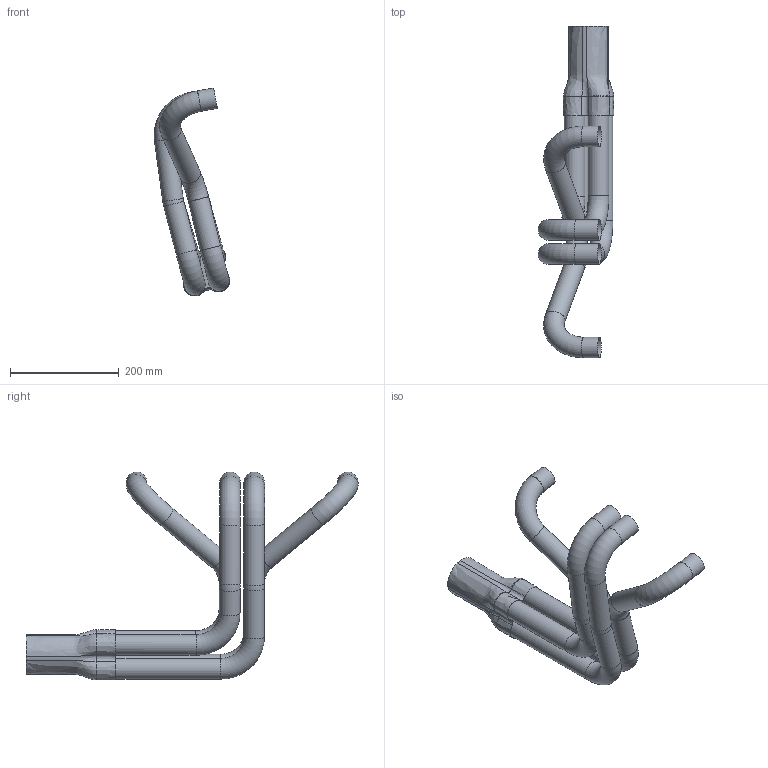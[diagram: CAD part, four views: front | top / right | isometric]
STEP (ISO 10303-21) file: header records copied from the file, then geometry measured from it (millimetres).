
FILE_DESCRIPTION(/* description */ (''),/* implementation_level */ '2;1');
FILE_NAME(/* name */ 'd044cf0d-5a5d-416d-89bd-02db51189851.stp',/* time_stamp */ '2022-08-11T03:53:11Z',/* author */ (''),/* organization */ (''),/* preprocessor_version */ 'ST-DEVELOPER v19',/* originating_system */ 'Autodesk Translation Framework v11.7.0.108',/* authorisation */ '');
FILE_SCHEMA (('AUTOMOTIVE_DESIGN { 1 0 10303 214 3 1 1 }'));
Length unit declared in the file: metre
Products named in the file (37): InternalWall; Open CASCADE STEP translator 7.5 1.1; Open CASCADE STEP translator 7.5 1.2; Open CASCADE STEP translator 7.5 1.3; Open CASCADE STEP translator 7.5 1.4; Open CASCADE STEP translator 7.5 1.5; Open CASCADE STEP translator 7.5 1.6; Open CASCADE STEP translator 7.5 1.7; Open CASCADE STEP translator 7.5 1.8; Open CASCADE STEP translator 7.5 1.9; Open CASCADE STEP translator 7.5 1.10; Open CASCADE STEP translator 7.5 1.11; Open CASCADE STEP translator 7.5 1.12; Open CASCADE STEP translator 7.5 1.13; Open CASCADE STEP translator 7.5 1.14; Open CASCADE STEP translator 7.5 1.15; Open CASCADE STEP translator 7.5 1.16; Open CASCADE STEP translator 7.5 1.17; Open CASCADE STEP translator 7.5 1.18; Open CASCADE STEP translator 7.5 1.19; Open CASCADE STEP translator 7.5 1.20; Open CASCADE STEP translator 7.5 1.21; Open CASCADE STEP translator 7.5 1.22; Open CASCADE STEP translator 7.5 1.23; Open CASCADE STEP translator 7.5 1.24; Open CASCADE STEP translator 7.5 1.25; Open CASCADE STEP translator 7.5 1.26; Open CASCADE STEP translator 7.5 1.27; Open CASCADE STEP translator 7.5 1.28; Open CASCADE STEP translator 7.5 1.29; Open CASCADE STEP translator 7.5 1.30; Open CASCADE STEP translator 7.5 1.31; Open CASCADE STEP translator 7.5 1.32; Open CASCADE STEP translator 7.5 1.33; Open CASCADE STEP translator 7.5 1.34; Open CASCADE STEP translator 7.5 1.35; Open CASCADE STEP translator 7.5 1.36
Assembly tree (36 placements, depth 2):
  InternalWall
    Open CASCADE STEP translator 7.5 1.1
    Open CASCADE STEP translator 7.5 1.2
    Open CASCADE STEP translator 7.5 1.3
    Open CASCADE STEP translator 7.5 1.4
    Open CASCADE STEP translator 7.5 1.5
    Open CASCADE STEP translator 7.5 1.6
    Open CASCADE STEP translator 7.5 1.7
    Open CASCADE STEP translator 7.5 1.8
    Open CASCADE STEP translator 7.5 1.9
    Open CASCADE STEP translator 7.5 1.10
    Open CASCADE STEP translator 7.5 1.11
    Open CASCADE STEP translator 7.5 1.12
    Open CASCADE STEP translator 7.5 1.13
    Open CASCADE STEP translator 7.5 1.14
    Open CASCADE STEP translator 7.5 1.15
    Open CASCADE STEP translator 7.5 1.16
    Open CASCADE STEP translator 7.5 1.17
    Open CASCADE STEP translator 7.5 1.18
    Open CASCADE STEP translator 7.5 1.19
    Open CASCADE STEP translator 7.5 1.20
    Open CASCADE STEP translator 7.5 1.21
    Open CASCADE STEP translator 7.5 1.22
    Open CASCADE STEP translator 7.5 1.23
    Open CASCADE STEP translator 7.5 1.24
    Open CASCADE STEP translator 7.5 1.25
    Open CASCADE STEP translator 7.5 1.26
    Open CASCADE STEP translator 7.5 1.27
    Open CASCADE STEP translator 7.5 1.28
    Open CASCADE STEP translator 7.5 1.29
    Open CASCADE STEP translator 7.5 1.30
    Open CASCADE STEP translator 7.5 1.31
    Open CASCADE STEP translator 7.5 1.32
    Open CASCADE STEP translator 7.5 1.33
    Open CASCADE STEP translator 7.5 1.34
    Open CASCADE STEP translator 7.5 1.35
    Open CASCADE STEP translator 7.5 1.36
Bounding box: 139.53 x 611.86 x 383.29 mm (x, y, z)
Surface area: 363245.4 mm2 (no closed solid volume)
Topology: 0 solids, 30 shells, 37 faces, 135 edges, 99 vertices
Faces by surface type: cylinder 16, torus 12, bspline 8, plane 1
Full cylindrical faces by diameter (mm): 38.075 x16
Entity records: 5844 total; most frequent: CARTESIAN_POINT 3628, DIRECTION 372, ORIENTED_EDGE 186, AXIS2_PLACEMENT_3D 178, EDGE_CURVE 135, VERTEX_POINT 99, CIRCLE 74, PRODUCT_DEFINITION_SHAPE 73
